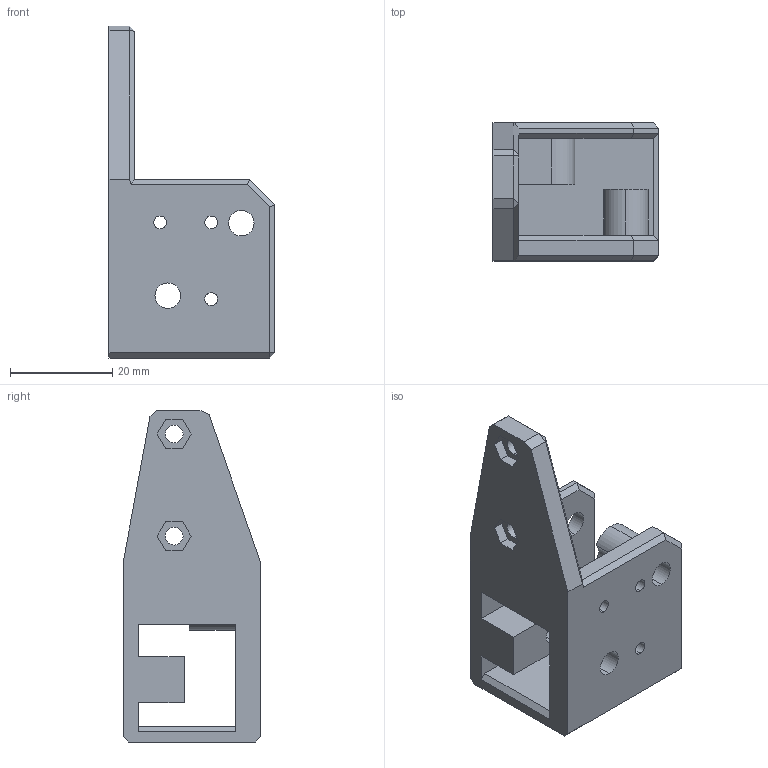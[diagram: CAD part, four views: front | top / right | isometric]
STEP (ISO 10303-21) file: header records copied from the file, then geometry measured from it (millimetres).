
FILE_DESCRIPTION (( 'STEP AP214' ), '1' );
FILE_NAME ('Carage 2.STEP', '2023-01-16T21:48:01', ( '' ), ( '' ), 'SwSTEP 2.0', 'SolidWorks 2020', '' );
FILE_SCHEMA (( 'AUTOMOTIVE_DESIGN' ));
Length unit declared in the file: millimetre
Products named in the file (1): Carage 2
Bounding box: 32.5 x 27 x 65 mm (x, y, z)
Volume: 15296.7 mm3; surface area: 9702.9 mm2
Topology: 1 solids, 1 shells, 98 faces, 254 edges, 162 vertices
Faces by surface type: plane 64, cylinder 34
Entity records: 3058 total; most frequent: DIRECTION 522, CARTESIAN_POINT 515, ORIENTED_EDGE 508, EDGE_CURVE 254, VECTOR 184, LINE 184, AXIS2_PLACEMENT_3D 169, VERTEX_POINT 162
